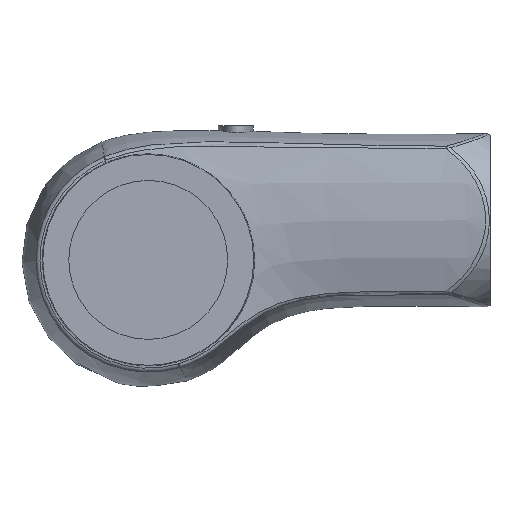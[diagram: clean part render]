
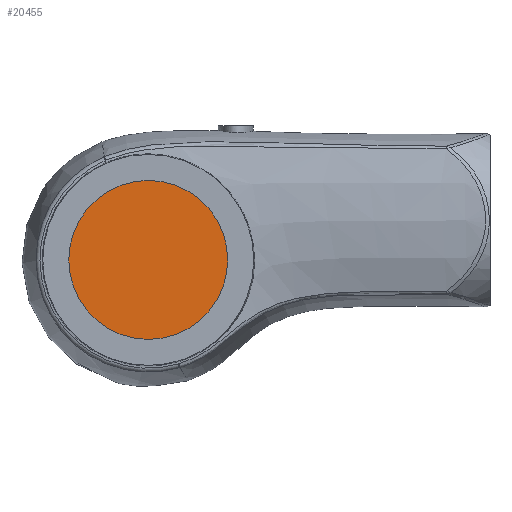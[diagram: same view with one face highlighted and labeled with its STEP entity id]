
A CAD part, front view. The second image highlights one B-rep face of the part: STEP entity #20455.
In plain terms, the highlighted planar face has unit normal (0, -1, 0).
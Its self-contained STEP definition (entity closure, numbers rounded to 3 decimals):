
#19962 = CYLINDRICAL_SURFACE('',#19963,50.);
#19963 = AXIS2_PLACEMENT_3D('',#19964,#19965,#19966);
#19964 = CARTESIAN_POINT('',(25.,-65.5,855.));
#19965 = DIRECTION('',(0.,-1.,0.));
#19966 = DIRECTION('',(1.,0.,0.));
#20455 = ADVANCED_FACE('',(#20456),#20469,.T.);
#20456 = FACE_BOUND('',#20457,.T.);
#20457 = EDGE_LOOP('',(#20458));
#20458 = ORIENTED_EDGE('',*,*,#20459,.F.);
#20459 = EDGE_CURVE('',#20460,#20460,#20462,.T.);
#20460 = VERTEX_POINT('',#20461);
#20461 = CARTESIAN_POINT('',(75.,-75.5,855.));
#20462 = SURFACE_CURVE('',#20463,(#20468,#20484),.PCURVE_S1.);
#20463 = CIRCLE('',#20464,50.);
#20464 = AXIS2_PLACEMENT_3D('',#20465,#20466,#20467);
#20465 = CARTESIAN_POINT('',(25.,-75.5,855.));
#20466 = DIRECTION('',(0.,1.,0.));
#20467 = DIRECTION('',(1.,0.,0.));
#20468 = PCURVE('',#20469,#20474);
#20469 = PLANE('',#20470);
#20470 = AXIS2_PLACEMENT_3D('',#20471,#20472,#20473);
#20471 = CARTESIAN_POINT('',(25.,-75.5,855.));
#20472 = DIRECTION('',(0.,-1.,0.));
#20473 = DIRECTION('',(0.,0.,-1.));
#20474 = DEFINITIONAL_REPRESENTATION('',(#20475),#20483);
#20475 = ( BOUNDED_CURVE() B_SPLINE_CURVE(2,(#20476,#20477,#20478,#20479
    ,#20480,#20481,#20482),.UNSPECIFIED.,.F.,.F.) 
B_SPLINE_CURVE_WITH_KNOTS((1,2,2,2,2,1),(-2.094,0.,
    2.094,4.189,6.283,8.378),
.UNSPECIFIED.) CURVE() GEOMETRIC_REPRESENTATION_ITEM() 
RATIONAL_B_SPLINE_CURVE((1.,0.5,1.,0.5,1.,0.5,1.)) REPRESENTATION_ITEM(
  '') );
#20476 = CARTESIAN_POINT('',(0.,50.));
#20477 = CARTESIAN_POINT('',(86.603,50.));
#20478 = CARTESIAN_POINT('',(43.301,-25.));
#20479 = CARTESIAN_POINT('',(0.,-100.));
#20480 = CARTESIAN_POINT('',(-43.301,-25.));
#20481 = CARTESIAN_POINT('',(-86.603,50.));
#20482 = CARTESIAN_POINT('',(0.,50.));
#20483 = ( GEOMETRIC_REPRESENTATION_CONTEXT(2) 
PARAMETRIC_REPRESENTATION_CONTEXT() REPRESENTATION_CONTEXT('2D SPACE',''
  ) );
#20484 = PCURVE('',#19962,#20485);
#20485 = DEFINITIONAL_REPRESENTATION('',(#20486),#20512);
#20486 = B_SPLINE_CURVE_WITH_KNOTS('',3,(#20487,#20488,#20489,#20490,
    #20491,#20492,#20493,#20494,#20495,#20496,#20497,#20498,#20499,
    #20500,#20501,#20502,#20503,#20504,#20505,#20506,#20507,#20508,
    #20509,#20510,#20511),.UNSPECIFIED.,.F.,.F.,(4,1,1,1,1,1,1,1,1,1,1,1
    ,1,1,1,1,1,1,1,1,1,1,4),(0.,0.286,0.571,
    0.857,1.142,1.428,1.714,
    1.999,2.285,2.57,2.856,
    3.142,3.427,3.713,3.998,
    4.284,4.57,4.855,5.141,
    5.426,5.712,5.998,6.283),
  .QUASI_UNIFORM_KNOTS.);
#20487 = CARTESIAN_POINT('',(6.283,10.));
#20488 = CARTESIAN_POINT('',(6.188,10.));
#20489 = CARTESIAN_POINT('',(5.998,10.));
#20490 = CARTESIAN_POINT('',(5.712,10.));
#20491 = CARTESIAN_POINT('',(5.426,10.));
#20492 = CARTESIAN_POINT('',(5.141,10.));
#20493 = CARTESIAN_POINT('',(4.855,10.));
#20494 = CARTESIAN_POINT('',(4.57,10.));
#20495 = CARTESIAN_POINT('',(4.284,10.));
#20496 = CARTESIAN_POINT('',(3.998,10.));
#20497 = CARTESIAN_POINT('',(3.713,10.));
#20498 = CARTESIAN_POINT('',(3.427,10.));
#20499 = CARTESIAN_POINT('',(3.142,10.));
#20500 = CARTESIAN_POINT('',(2.856,10.));
#20501 = CARTESIAN_POINT('',(2.57,10.));
#20502 = CARTESIAN_POINT('',(2.285,10.));
#20503 = CARTESIAN_POINT('',(1.999,10.));
#20504 = CARTESIAN_POINT('',(1.714,10.));
#20505 = CARTESIAN_POINT('',(1.428,10.));
#20506 = CARTESIAN_POINT('',(1.142,10.));
#20507 = CARTESIAN_POINT('',(0.857,10.));
#20508 = CARTESIAN_POINT('',(0.571,10.));
#20509 = CARTESIAN_POINT('',(0.286,10.));
#20510 = CARTESIAN_POINT('',(0.095,10.));
#20511 = CARTESIAN_POINT('',(0.,10.));
#20512 = ( GEOMETRIC_REPRESENTATION_CONTEXT(2) 
PARAMETRIC_REPRESENTATION_CONTEXT() REPRESENTATION_CONTEXT('2D SPACE',''
  ) );
